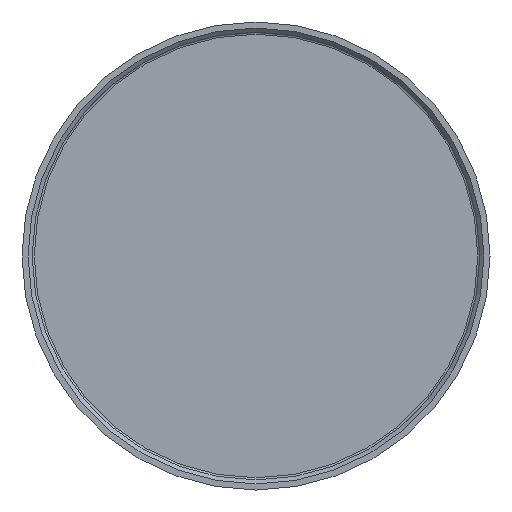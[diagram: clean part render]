
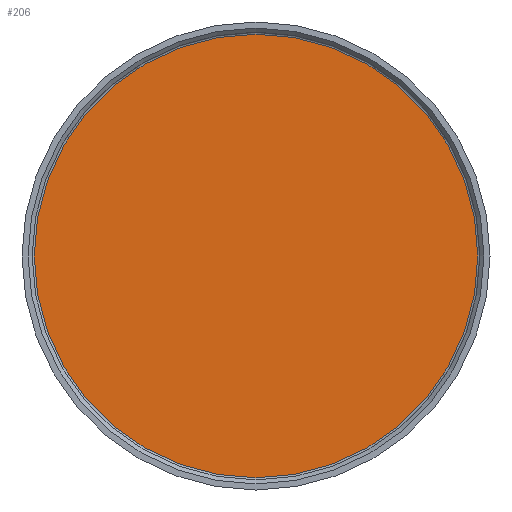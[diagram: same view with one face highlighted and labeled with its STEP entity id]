
A CAD part, front view. The second image highlights one B-rep face of the part: STEP entity #206.
In plain terms, the highlighted planar face has unit normal (0, -1, 0).
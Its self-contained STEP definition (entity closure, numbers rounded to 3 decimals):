
#17 = DIRECTION ( 'NONE',  ( 0., 0., -1. ) ) ;
#19 = DIRECTION ( 'NONE',  ( 0., -1., 0. ) ) ;
#25 = DIRECTION ( 'NONE',  ( 0., 0., -1. ) ) ;
#39 = DIRECTION ( 'NONE',  ( 0., -1., 0. ) ) ;
#78 = AXIS2_PLACEMENT_3D ( 'NONE', #160, #39, #25 ) ;
#80 = CIRCLE ( 'NONE', #78, 54.5 ) ;
#99 = EDGE_LOOP ( 'NONE', ( #140 ) ) ;
#107 = CARTESIAN_POINT ( 'NONE',  ( 0., 47.5, -54.5 ) ) ;
#108 = CARTESIAN_POINT ( 'NONE',  ( 55., 47.5, 0. ) ) ;
#127 = EDGE_CURVE ( 'NONE', #210, #210, #80, .T. ) ;
#133 = FACE_OUTER_BOUND ( 'NONE', #99, .T. ) ;
#140 = ORIENTED_EDGE ( 'NONE', *, *, #127, .T. ) ;
#148 = PLANE ( 'NONE',  #207 ) ;
#160 = CARTESIAN_POINT ( 'NONE',  ( 0., 47.5, 0. ) ) ;
#206 = ADVANCED_FACE ( 'NONE', ( #133 ), #148, .T. ) ;
#207 = AXIS2_PLACEMENT_3D ( 'NONE', #108, #19, #17 ) ;
#210 = VERTEX_POINT ( 'NONE', #107 ) ;
